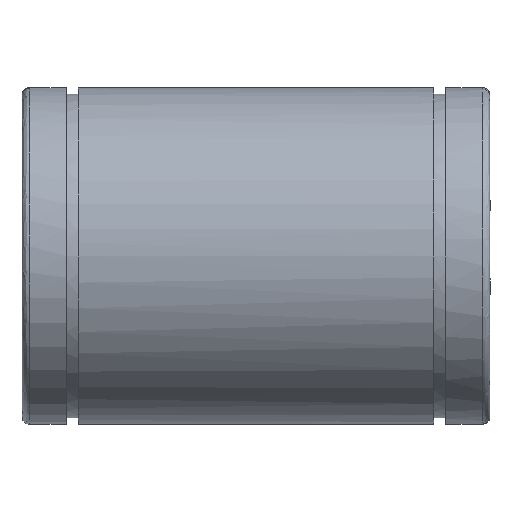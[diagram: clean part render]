
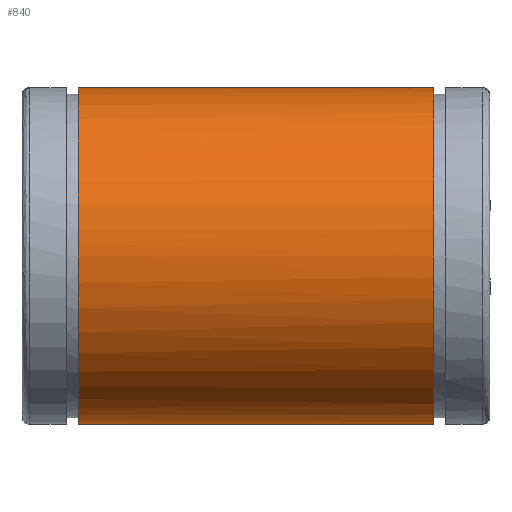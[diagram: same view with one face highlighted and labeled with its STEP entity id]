
A CAD part, front view. The second image highlights one B-rep face of the part: STEP entity #840.
In plain terms, the highlighted free-form (B-spline) face has degree [3, 1] with [7, 2] control points.
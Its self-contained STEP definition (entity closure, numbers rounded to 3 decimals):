
#10 = CARTESIAN_POINT ('', (15., -45., 0.));
#20 = VERTEX_POINT ('', #10);
#30 = CARTESIAN_POINT ('', (15., 0., -45.));
#40 = VERTEX_POINT ('', #30);
#50 = CARTESIAN_POINT ('', (15., -45., 0.));
#60 = CARTESIAN_POINT ('', (15., -45., -30.));
#70 = CARTESIAN_POINT ('', (15., -22.5, -45.));
#80 = CARTESIAN_POINT ('', (15., 0., -45.));
#90 = (
   BOUNDED_CURVE ()
   B_SPLINE_CURVE (3, (#50, #60, #70, #80), .UNSPECIFIED., .F., .U.)
   B_SPLINE_CURVE_WITH_KNOTS ((4, 4), (0., 1.), .UNSPECIFIED.)
   CURVE ()
   GEOMETRIC_REPRESENTATION_ITEM ()
   RATIONAL_B_SPLINE_CURVE ((0.5, 0.5, 0.667, 1.))
   REPRESENTATION_ITEM ('')
);
#100 = EDGE_CURVE ('', #20, #40, #90, .T.);
#110 = ORIENTED_EDGE ('', *, *, #100, .T.);
#120 = CARTESIAN_POINT ('', (110., 0., -45.));
#130 = VERTEX_POINT ('', #120);
#140 = CARTESIAN_POINT ('', (15., 0., -45.));
#150 = CARTESIAN_POINT ('', (110., 0., -45.));
#160 = B_SPLINE_CURVE_WITH_KNOTS ('', 1, (#140, #150), .UNSPECIFIED., .F., .U., (2, 2), (0., 1.), .UNSPECIFIED.);
#170 = EDGE_CURVE ('', #40, #130, #160, .T.);
#180 = ORIENTED_EDGE ('', *, *, #170, .T.);
#190 = CARTESIAN_POINT ('', (110., -45., 0.));
#200 = VERTEX_POINT ('', #190);
#210 = CARTESIAN_POINT ('', (110., 0., -45.));
#220 = CARTESIAN_POINT ('', (110., -22.5, -45.));
#230 = CARTESIAN_POINT ('', (110., -45., -30.));
#240 = CARTESIAN_POINT ('', (110., -45., 0.));
#250 = (
   BOUNDED_CURVE ()
   B_SPLINE_CURVE (3, (#210, #220, #230, #240), .UNSPECIFIED., .F., .U.)
   B_SPLINE_CURVE_WITH_KNOTS ((4, 4), (0., 1.), .UNSPECIFIED.)
   CURVE ()
   GEOMETRIC_REPRESENTATION_ITEM ()
   RATIONAL_B_SPLINE_CURVE ((1., 0.667, 0.5, 0.5))
   REPRESENTATION_ITEM ('')
);
#260 = EDGE_CURVE ('', #130, #200, #250, .T.);
#270 = ORIENTED_EDGE ('', *, *, #260, .T.);
#280 = CARTESIAN_POINT ('', (110., 45., 0.));
#290 = VERTEX_POINT ('', #280);
#300 = CARTESIAN_POINT ('', (110., -45., 0.));
#310 = CARTESIAN_POINT ('', (110., -45., 30.));
#320 = CARTESIAN_POINT ('', (110., -22.5, 45.));
#330 = CARTESIAN_POINT ('', (110., 0., 45.));
#340 = CARTESIAN_POINT ('', (110., 22.5, 45.));
#350 = CARTESIAN_POINT ('', (110., 45., 30.));
#360 = CARTESIAN_POINT ('', (110., 45., 0.));
#370 = (
   BOUNDED_CURVE ()
   B_SPLINE_CURVE (3, (#300, #310, #320, #330, #340, #350, #360), .UNSPECIFIED., .F., .U.)
   B_SPLINE_CURVE_WITH_KNOTS ((4, 3, 4), (0., 0.5, 1.), .UNSPECIFIED.)
   CURVE ()
   GEOMETRIC_REPRESENTATION_ITEM ()
   RATIONAL_B_SPLINE_CURVE ((0.5, 0.5, 0.667, 1., 0.667, 0.5, 0.5))
   REPRESENTATION_ITEM ('')
);
#380 = EDGE_CURVE ('', #200, #290, #370, .T.);
#390 = ORIENTED_EDGE ('', *, *, #380, .T.);
#400 = CARTESIAN_POINT ('', (110., 45., 0.));
#410 = CARTESIAN_POINT ('', (110., 45., -30.));
#420 = CARTESIAN_POINT ('', (110., 22.5, -45.));
#430 = CARTESIAN_POINT ('', (110., 0., -45.));
#440 = (
   BOUNDED_CURVE ()
   B_SPLINE_CURVE (3, (#400, #410, #420, #430), .UNSPECIFIED., .F., .U.)
   B_SPLINE_CURVE_WITH_KNOTS ((4, 4), (0., 1.), .UNSPECIFIED.)
   CURVE ()
   GEOMETRIC_REPRESENTATION_ITEM ()
   RATIONAL_B_SPLINE_CURVE ((0.5, 0.5, 0.667, 1.))
   REPRESENTATION_ITEM ('')
);
#450 = EDGE_CURVE ('', #290, #130, #440, .T.);
#460 = ORIENTED_EDGE ('', *, *, #450, .T.);
#470 = ORIENTED_EDGE ('', *, *, #170, .F.);
#480 = CARTESIAN_POINT ('', (15., 45., 0.));
#490 = VERTEX_POINT ('', #480);
#500 = CARTESIAN_POINT ('', (15., 0., -45.));
#510 = CARTESIAN_POINT ('', (15., 22.5, -45.));
#520 = CARTESIAN_POINT ('', (15., 45., -30.));
#530 = CARTESIAN_POINT ('', (15., 45., 0.));
#540 = (
   BOUNDED_CURVE ()
   B_SPLINE_CURVE (3, (#500, #510, #520, #530), .UNSPECIFIED., .F., .U.)
   B_SPLINE_CURVE_WITH_KNOTS ((4, 4), (0., 1.), .UNSPECIFIED.)
   CURVE ()
   GEOMETRIC_REPRESENTATION_ITEM ()
   RATIONAL_B_SPLINE_CURVE ((1., 0.667, 0.5, 0.5))
   REPRESENTATION_ITEM ('')
);
#550 = EDGE_CURVE ('', #40, #490, #540, .T.);
#560 = ORIENTED_EDGE ('', *, *, #550, .T.);
#570 = CARTESIAN_POINT ('', (15., 45., 0.));
#580 = CARTESIAN_POINT ('', (15., 45., 30.));
#590 = CARTESIAN_POINT ('', (15., 22.5, 45.));
#600 = CARTESIAN_POINT ('', (15., 0., 45.));
#610 = CARTESIAN_POINT ('', (15., -22.5, 45.));
#620 = CARTESIAN_POINT ('', (15., -45., 30.));
#630 = CARTESIAN_POINT ('', (15., -45., 0.));
#640 = (
   BOUNDED_CURVE ()
   B_SPLINE_CURVE (3, (#570, #580, #590, #600, #610, #620, #630), .UNSPECIFIED., .F., .U.)
   B_SPLINE_CURVE_WITH_KNOTS ((4, 3, 4), (0., 0.5, 1.), .UNSPECIFIED.)
   CURVE ()
   GEOMETRIC_REPRESENTATION_ITEM ()
   RATIONAL_B_SPLINE_CURVE ((0.5, 0.5, 0.667, 1., 0.667, 0.5, 0.5))
   REPRESENTATION_ITEM ('')
);
#650 = EDGE_CURVE ('', #490, #20, #640, .T.);
#660 = ORIENTED_EDGE ('', *, *, #650, .T.);
#670 = EDGE_LOOP ('', (#110, #180, #270, #390, #460, #470, #560, #660));
#680 = FACE_OUTER_BOUND ('', #670, .T.);
#690 = CARTESIAN_POINT ('', (5.5, 0., -45.));
#700 = CARTESIAN_POINT ('', (119.5, 0., -45.));
#710 = CARTESIAN_POINT ('', (5.5, 90., -45.));
#720 = CARTESIAN_POINT ('', (119.5, 90., -45.));
#730 = CARTESIAN_POINT ('', (5.5, 90., 45.));
#740 = CARTESIAN_POINT ('', (119.5, 90., 45.));
#750 = CARTESIAN_POINT ('', (5.5, 0., 45.));
#760 = CARTESIAN_POINT ('', (119.5, 0., 45.));
#770 = CARTESIAN_POINT ('', (5.5, -90., 45.));
#780 = CARTESIAN_POINT ('', (119.5, -90., 45.));
#790 = CARTESIAN_POINT ('', (5.5, -90., -45.));
#800 = CARTESIAN_POINT ('', (119.5, -90., -45.));
#810 = CARTESIAN_POINT ('', (5.5, 0., -45.));
#820 = CARTESIAN_POINT ('', (119.5, 0., -45.));
#830 = (
   BOUNDED_SURFACE ()
   B_SPLINE_SURFACE (3, 1, ((#690, #700), (#710, #720), (#730, #740), (#750, #760), (#770, #780), (#790, #800), (#810, #820)), .UNSPECIFIED., .T., .F., .U.)
   B_SPLINE_SURFACE_WITH_KNOTS ((4, 3, 4), (2, 2), (0., 0.5, 1.), (0., 1.), .UNSPECIFIED.)
   SURFACE ()
   GEOMETRIC_REPRESENTATION_ITEM ()
   RATIONAL_B_SPLINE_SURFACE (((1., 1.), (0.333, 0.333), (0.333, 0.333), (1., 1.), (0.333, 0.333), (0.333, 0.333), (1., 1.)))
   REPRESENTATION_ITEM ('')
);
#840 = ADVANCED_FACE ('', (#680), #830, .T.);
